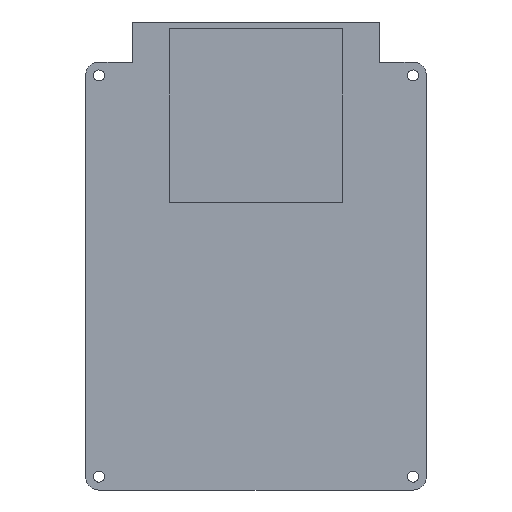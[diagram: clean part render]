
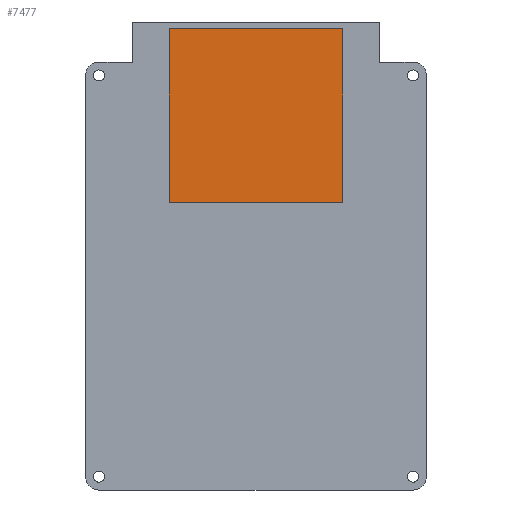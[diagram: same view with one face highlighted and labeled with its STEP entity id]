
A CAD part, front view. The second image highlights one B-rep face of the part: STEP entity #7477.
In plain terms, the highlighted planar face has unit normal (0, -1, 0).
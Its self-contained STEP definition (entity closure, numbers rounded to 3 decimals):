
#302 = FACE_OUTER_BOUND ( 'NONE', #7419, .T. ) ;
#436 = PLANE ( 'NONE',  #2588 ) ;
#489 = LINE ( 'NONE', #8348, #1443 ) ;
#579 = ORIENTED_EDGE ( 'NONE', *, *, #7051, .T. ) ;
#838 = VERTEX_POINT ( 'NONE', #6032 ) ;
#993 = CARTESIAN_POINT ( 'NONE',  ( -13., -7.2, 37. ) ) ;
#1057 = VECTOR ( 'NONE', #5966, 1000. ) ;
#1155 = EDGE_CURVE ( 'NONE', #9490, #3454, #10674, .T. ) ;
#1430 = CARTESIAN_POINT ( 'NONE',  ( -13., -7.2, 37. ) ) ;
#1443 = VECTOR ( 'NONE', #2442, 1000. ) ;
#1810 = VECTOR ( 'NONE', #6623, 1000. ) ;
#2055 = ORIENTED_EDGE ( 'NONE', *, *, #12869, .T. ) ;
#2170 = EDGE_CURVE ( 'NONE', #838, #12269, #489, .T. ) ;
#2199 = CARTESIAN_POINT ( 'NONE',  ( 13., -7.2, 11. ) ) ;
#2223 = CARTESIAN_POINT ( 'NONE',  ( 13., -7.2, 37. ) ) ;
#2390 = DIRECTION ( 'NONE',  ( 0., -1., 0. ) ) ;
#2442 = DIRECTION ( 'NONE',  ( 1., 0., 0. ) ) ;
#2588 = AXIS2_PLACEMENT_3D ( 'NONE', #6260, #2390, #5276 ) ;
#3454 = VERTEX_POINT ( 'NONE', #9708 ) ;
#4009 = CARTESIAN_POINT ( 'NONE',  ( 13., -7.2, 37. ) ) ;
#4993 = DIRECTION ( 'NONE',  ( 0., 0., -1. ) ) ;
#5276 = DIRECTION ( 'NONE',  ( 0., 0., -1. ) ) ;
#5966 = DIRECTION ( 'NONE',  ( 0., 0., 1. ) ) ;
#6032 = CARTESIAN_POINT ( 'NONE',  ( -13., -7.2, 11. ) ) ;
#6260 = CARTESIAN_POINT ( 'NONE',  ( 0., -7.2, 0. ) ) ;
#6623 = DIRECTION ( 'NONE',  ( -1., 0., 0. ) ) ;
#7051 = EDGE_CURVE ( 'NONE', #12269, #9490, #10143, .T. ) ;
#7419 = EDGE_LOOP ( 'NONE', ( #2055, #11356, #579, #9045 ) ) ;
#7477 = ADVANCED_FACE ( 'NONE', ( #302 ), #436, .T. ) ;
#8348 = CARTESIAN_POINT ( 'NONE',  ( -13., -7.2, 11. ) ) ;
#9045 = ORIENTED_EDGE ( 'NONE', *, *, #1155, .T. ) ;
#9490 = VERTEX_POINT ( 'NONE', #4009 ) ;
#9708 = CARTESIAN_POINT ( 'NONE',  ( -13., -7.2, 37. ) ) ;
#9964 = LINE ( 'NONE', #993, #12749 ) ;
#10143 = LINE ( 'NONE', #2223, #1057 ) ;
#10674 = LINE ( 'NONE', #1430, #1810 ) ;
#11356 = ORIENTED_EDGE ( 'NONE', *, *, #2170, .T. ) ;
#12269 = VERTEX_POINT ( 'NONE', #2199 ) ;
#12749 = VECTOR ( 'NONE', #4993, 1000. ) ;
#12869 = EDGE_CURVE ( 'NONE', #3454, #838, #9964, .T. ) ;
